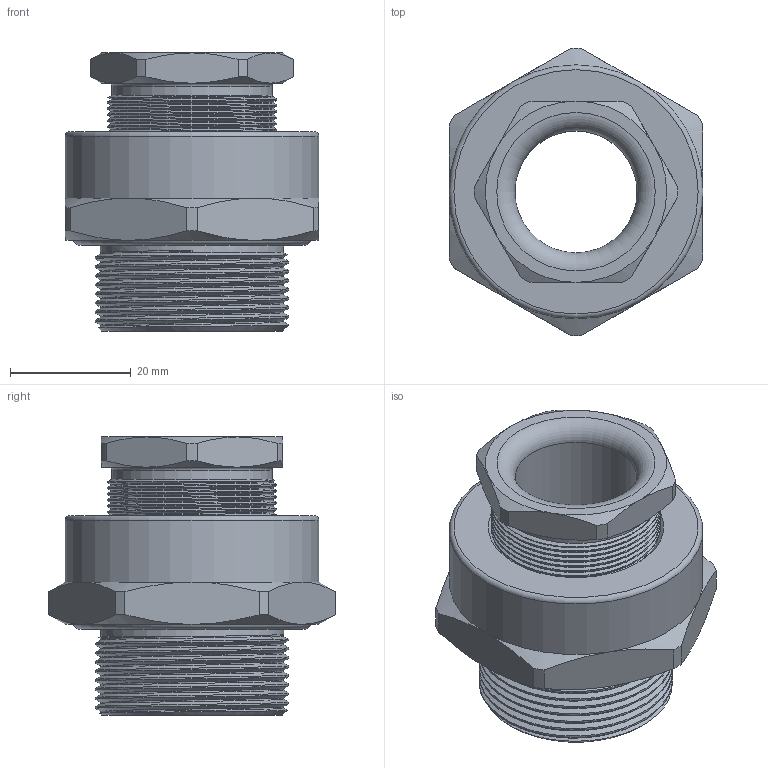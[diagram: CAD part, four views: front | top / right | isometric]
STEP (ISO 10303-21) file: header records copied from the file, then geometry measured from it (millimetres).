
FILE_DESCRIPTION(('HOOPS Exchange Step'),'2;1');
FILE_NAME('m32-d1-15mm-e204-622-conversion.step','2025-03-21T12:27:55+00:00',('root'),('Unknown organisation'),'HOOPS Exchange 2024.3','HOOPS Exchange','Unknown authorisation');
FILE_SCHEMA( ('AP242_MANAGED_MODEL_BASED_3D_ENGINEERING_MIM_LF {1 0 10303 442 1 1 4 }') );
Length unit declared in the file: millimetre
Products named in the file (2): Default; m32-d1-15mm-e204-622-step
Assembly tree (1 placements, depth 2):
  m32-d1-15mm-e204-622-step
    Default
Bounding box: 42 x 47.49 x 46 mm (x, y, z)
Volume: 30423.7 mm3; surface area: 17887.6 mm2
Topology: 5 solids, 5 shells, 447 faces, 1187 edges, 784 vertices
Faces by surface type: plane 173, extrusion 141, cylinder 83, cone 36, torus 7, bspline 7
Full cylindrical faces by diameter (mm): 20.2 x2, 20.3 x1, 20.5 x1, 26.5 x1, 26.8 x2, 27 x23, 28 x22, 30.3 x1, 32 x7, 34.602 x1, 42 x1
Entity records: 45334 total; most frequent: CARTESIAN_POINT 34847, ORIENTED_EDGE 2374, DIRECTION 1640, EDGE_CURVE 1187, VERTEX_POINT 784, VECTOR 734, LINE 593, EDGE_LOOP 491
